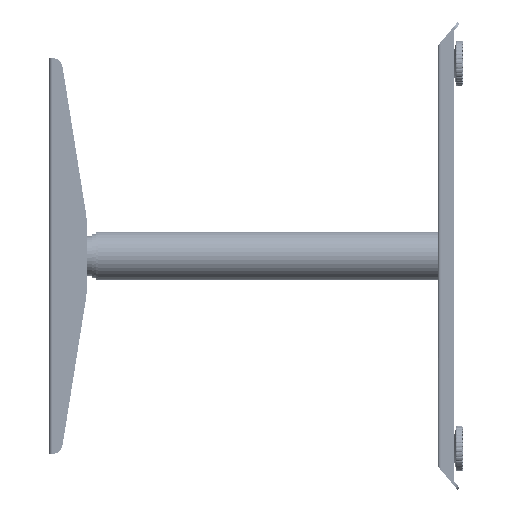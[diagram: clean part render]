
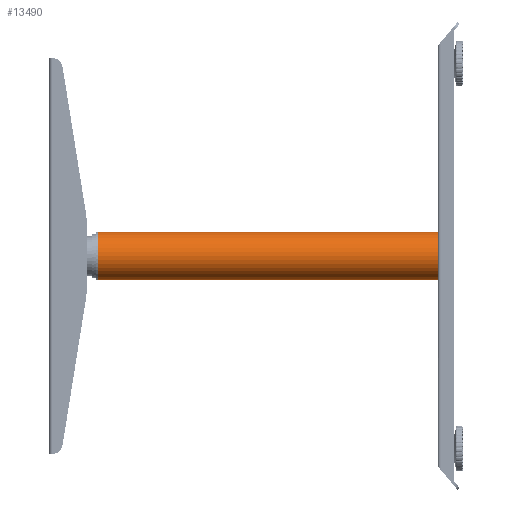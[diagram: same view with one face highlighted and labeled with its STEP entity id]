
A CAD part, left-side view. The second image highlights one B-rep face of the part: STEP entity #13490.
In plain terms, the highlighted cylindrical face has radius 35 mm (diameter 70 mm), a full revolution.
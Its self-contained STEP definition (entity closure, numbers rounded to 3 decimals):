
#6684=FACE_BOUND('',#28556,.T.);
#6685=FACE_BOUND('',#28557,.T.);
#13490=ADVANCED_FACE('',(#6684,#6685),#18056,.T.);
#18056=CYLINDRICAL_SURFACE('',#123883,35.);
#28556=EDGE_LOOP('',(#69892));
#28557=EDGE_LOOP('',(#69893));
#69892=ORIENTED_EDGE('',*,*,#105229,.T.);
#69893=ORIENTED_EDGE('',*,*,#105230,.T.);
#91704=VERTEX_POINT('',#195424);
#91705=VERTEX_POINT('',#195426);
#105229=EDGE_CURVE('',#91704,#91704,#115900,.T.);
#105230=EDGE_CURVE('',#91705,#91705,#115901,.T.);
#115900=CIRCLE('',#123881,35.);
#115901=CIRCLE('',#123882,35.);
#123881=AXIS2_PLACEMENT_3D('',#195423,#146687,#146688);
#123882=AXIS2_PLACEMENT_3D('',#195425,#146689,#146690);
#123883=AXIS2_PLACEMENT_3D('',#195427,#146691,#146692);
#146687=DIRECTION('',(0.,-1.,0.));
#146688=DIRECTION('',(0.,0.,1.));
#146689=DIRECTION('',(0.,1.,0.));
#146690=DIRECTION('',(0.,0.,1.));
#146691=DIRECTION('',(0.,1.,0.));
#146692=DIRECTION('',(0.,0.,-1.));
#195423=CARTESIAN_POINT('',(0.,494.,0.));
#195424=CARTESIAN_POINT('',(0.,494.,35.));
#195425=CARTESIAN_POINT('',(0.,0.,0.));
#195426=CARTESIAN_POINT('',(0.,0.,35.));
#195427=CARTESIAN_POINT('',(0.,0.,0.));
